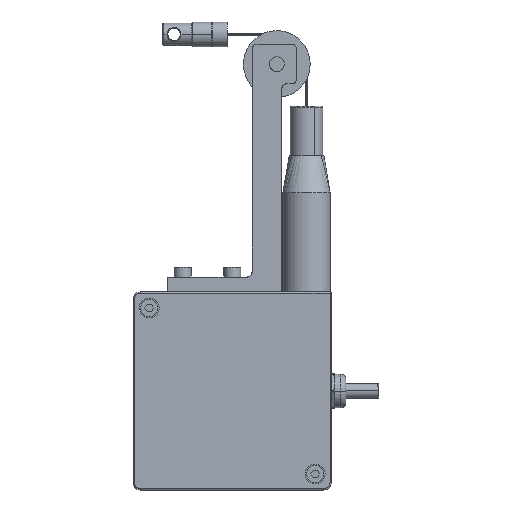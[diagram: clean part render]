
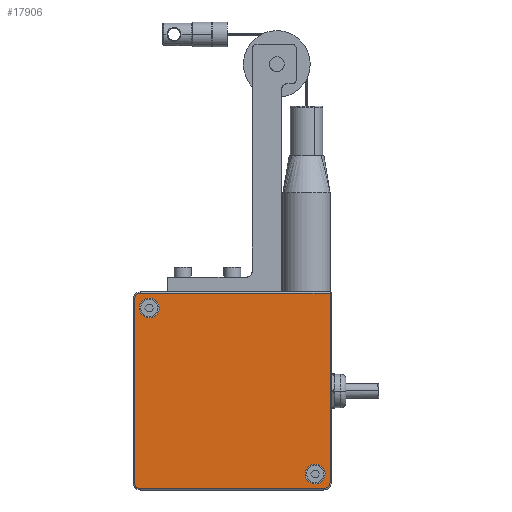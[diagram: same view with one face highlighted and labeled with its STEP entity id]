
A CAD part, front view. The second image highlights one B-rep face of the part: STEP entity #17906.
In plain terms, the highlighted planar face has unit normal (0, -1, 0).
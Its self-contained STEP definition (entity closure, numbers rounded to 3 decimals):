
#17419=CARTESIAN_POINT('Axis2P3D Location',(-33.5,-14.,33.5)) ;
#17423=CARTESIAN_POINT('Vertex',(-29.99,-14.,31.582)) ;
#17425=CARTESIAN_POINT('Vertex',(-37.01,-14.,35.418)) ;
#17445=CARTESIAN_POINT('Axis2P3D Location',(-33.5,-14.,33.5)) ;
#17499=CARTESIAN_POINT('Axis2P3D Location',(33.5,-14.,-33.5)) ;
#17503=CARTESIAN_POINT('Vertex',(29.99,-14.,-31.582)) ;
#17505=CARTESIAN_POINT('Vertex',(37.01,-14.,-35.418)) ;
#17525=CARTESIAN_POINT('Axis2P3D Location',(33.5,-14.,-33.5)) ;
#17835=CARTESIAN_POINT('Axis2P3D Location',(0.,-14.,0.)) ;
#17840=CARTESIAN_POINT('Line Origine',(1.25,-14.,39.5)) ;
#17844=CARTESIAN_POINT('Vertex',(-37.,-14.,39.5)) ;
#17846=CARTESIAN_POINT('Vertex',(39.5,-14.,39.5)) ;
#17849=CARTESIAN_POINT('Axis2P3D Location',(-37.,-14.,37.)) ;
#17853=CARTESIAN_POINT('Vertex',(-39.5,-14.,37.)) ;
#17856=CARTESIAN_POINT('Line Origine',(-39.5,-14.,0.)) ;
#17860=CARTESIAN_POINT('Vertex',(-39.5,-14.,-37.)) ;
#17863=CARTESIAN_POINT('Axis2P3D Location',(-37.,-14.,-37.)) ;
#17867=CARTESIAN_POINT('Vertex',(-37.,-14.,-39.5)) ;
#17870=CARTESIAN_POINT('Line Origine',(0.,-14.,-39.5)) ;
#17874=CARTESIAN_POINT('Vertex',(37.,-14.,-39.5)) ;
#17877=CARTESIAN_POINT('Axis2P3D Location',(37.,-14.,-37.)) ;
#17881=CARTESIAN_POINT('Vertex',(39.5,-14.,-37.)) ;
#17884=CARTESIAN_POINT('Line Origine',(39.5,-14.,1.25)) ;
#17420=DIRECTION('Axis2P3D Direction',(-0.,1.,0.)) ;
#17446=DIRECTION('Axis2P3D Direction',(-0.,1.,0.)) ;
#17500=DIRECTION('Axis2P3D Direction',(-0.,1.,0.)) ;
#17526=DIRECTION('Axis2P3D Direction',(-0.,1.,0.)) ;
#17836=DIRECTION('Axis2P3D Direction',(0.,1.,0.)) ;
#17837=DIRECTION('Axis2P3D XDirection',(0.,0.,1.)) ;
#17841=DIRECTION('Vector Direction',(-1.,0.,0.)) ;
#17850=DIRECTION('Axis2P3D Direction',(0.,1.,0.)) ;
#17857=DIRECTION('Vector Direction',(0.,0.,-1.)) ;
#17864=DIRECTION('Axis2P3D Direction',(0.,1.,0.)) ;
#17871=DIRECTION('Vector Direction',(1.,0.,0.)) ;
#17878=DIRECTION('Axis2P3D Direction',(0.,1.,0.)) ;
#17885=DIRECTION('Vector Direction',(0.,0.,1.)) ;
#17421=AXIS2_PLACEMENT_3D('Circle Axis2P3D',#17419,#17420,$) ;
#17447=AXIS2_PLACEMENT_3D('Circle Axis2P3D',#17445,#17446,$) ;
#17501=AXIS2_PLACEMENT_3D('Circle Axis2P3D',#17499,#17500,$) ;
#17527=AXIS2_PLACEMENT_3D('Circle Axis2P3D',#17525,#17526,$) ;
#17838=AXIS2_PLACEMENT_3D('Plane Axis2P3D',#17835,#17836,#17837) ;
#17851=AXIS2_PLACEMENT_3D('Circle Axis2P3D',#17849,#17850,$) ;
#17865=AXIS2_PLACEMENT_3D('Circle Axis2P3D',#17863,#17864,$) ;
#17879=AXIS2_PLACEMENT_3D('Circle Axis2P3D',#17877,#17878,$) ;
#17890=ORIENTED_EDGE('',*,*,#17848,.F.) ;
#17891=ORIENTED_EDGE('',*,*,#17855,.F.) ;
#17892=ORIENTED_EDGE('',*,*,#17862,.F.) ;
#17893=ORIENTED_EDGE('',*,*,#17869,.F.) ;
#17894=ORIENTED_EDGE('',*,*,#17876,.F.) ;
#17895=ORIENTED_EDGE('',*,*,#17883,.F.) ;
#17896=ORIENTED_EDGE('',*,*,#17888,.F.) ;
#17899=ORIENTED_EDGE('',*,*,#17529,.T.) ;
#17900=ORIENTED_EDGE('',*,*,#17507,.T.) ;
#17903=ORIENTED_EDGE('',*,*,#17449,.T.) ;
#17904=ORIENTED_EDGE('',*,*,#17427,.T.) ;
#17901=FACE_BOUND('',#17898,.T.) ;
#17905=FACE_BOUND('',#17902,.T.) ;
#17842=VECTOR('Line Direction',#17841,1.) ;
#17858=VECTOR('Line Direction',#17857,1.) ;
#17872=VECTOR('Line Direction',#17871,1.) ;
#17886=VECTOR('Line Direction',#17885,1.) ;
#17906=ADVANCED_FACE('\X2\96F64EF651E04F554F53\X0\',(#17897,#17901,#17905),#17839,.F.) ;
#17422=CIRCLE('generated circle',#17421,4.) ;
#17448=CIRCLE('generated circle',#17447,4.) ;
#17502=CIRCLE('generated circle',#17501,4.) ;
#17528=CIRCLE('generated circle',#17527,4.) ;
#17852=CIRCLE('generated circle',#17851,2.5) ;
#17866=CIRCLE('generated circle',#17865,2.5) ;
#17880=CIRCLE('generated circle',#17879,2.5) ;
#17427=EDGE_CURVE('',#17424,#17426,#17422,.T.) ;
#17449=EDGE_CURVE('',#17426,#17424,#17448,.T.) ;
#17507=EDGE_CURVE('',#17504,#17506,#17502,.T.) ;
#17529=EDGE_CURVE('',#17506,#17504,#17528,.T.) ;
#17848=EDGE_CURVE('',#17845,#17847,#17843,.F.) ;
#17855=EDGE_CURVE('',#17854,#17845,#17852,.T.) ;
#17862=EDGE_CURVE('',#17861,#17854,#17859,.F.) ;
#17869=EDGE_CURVE('',#17868,#17861,#17866,.T.) ;
#17876=EDGE_CURVE('',#17875,#17868,#17873,.F.) ;
#17883=EDGE_CURVE('',#17882,#17875,#17880,.T.) ;
#17888=EDGE_CURVE('',#17847,#17882,#17887,.F.) ;
#17889=EDGE_LOOP('',(#17890,#17891,#17892,#17893,#17894,#17895,#17896)) ;
#17898=EDGE_LOOP('',(#17899,#17900)) ;
#17902=EDGE_LOOP('',(#17903,#17904)) ;
#17897=FACE_OUTER_BOUND('',#17889,.T.) ;
#17843=LINE('Line',#17840,#17842) ;
#17859=LINE('Line',#17856,#17858) ;
#17873=LINE('Line',#17870,#17872) ;
#17887=LINE('Line',#17884,#17886) ;
#17839=PLANE('',#17838) ;
#17424=VERTEX_POINT('',#17423) ;
#17426=VERTEX_POINT('',#17425) ;
#17504=VERTEX_POINT('',#17503) ;
#17506=VERTEX_POINT('',#17505) ;
#17845=VERTEX_POINT('',#17844) ;
#17847=VERTEX_POINT('',#17846) ;
#17854=VERTEX_POINT('',#17853) ;
#17861=VERTEX_POINT('',#17860) ;
#17868=VERTEX_POINT('',#17867) ;
#17875=VERTEX_POINT('',#17874) ;
#17882=VERTEX_POINT('',#17881) ;
